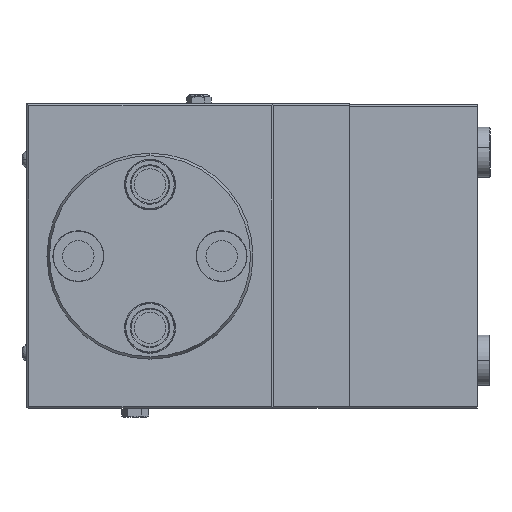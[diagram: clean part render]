
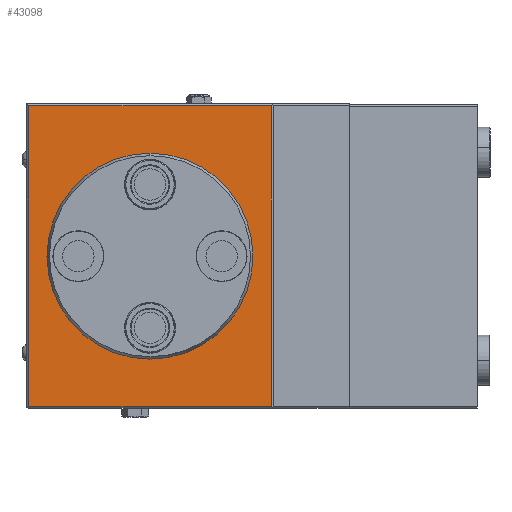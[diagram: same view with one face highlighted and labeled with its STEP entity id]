
A CAD part, left-side view. The second image highlights one B-rep face of the part: STEP entity #43098.
In plain terms, the highlighted face is planar.
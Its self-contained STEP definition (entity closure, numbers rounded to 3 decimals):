
#1 = VECTOR ( 'NONE', #23577, 1000. ) ;
#104 = VERTEX_POINT ( 'NONE', #38190 ) ;
#290 = VERTEX_POINT ( 'NONE', #39500 ) ;
#718 = VECTOR ( 'NONE', #5803, 1000. ) ;
#1255 = FACE_OUTER_BOUND ( 'NONE', #3443, .T. ) ;
#1745 = CARTESIAN_POINT ( 'NONE',  ( -84., 67.75, 30. ) ) ;
#2010 = EDGE_CURVE ( 'NONE', #104, #35721, #20036, .T. ) ;
#2552 = DIRECTION ( 'NONE',  ( 1., 0., 0. ) ) ;
#3041 = EDGE_CURVE ( 'NONE', #35721, #104, #16323, .T. ) ;
#3443 = EDGE_LOOP ( 'NONE', ( #30555, #12580, #48780, #6576 ) ) ;
#3927 = PLANE ( 'NONE',  #9317 ) ;
#4881 = CARTESIAN_POINT ( 'NONE',  ( 0., 67.75, 30. ) ) ;
#5513 = CARTESIAN_POINT ( 'NONE',  ( 57.5, 0.05, 30. ) ) ;
#5803 = DIRECTION ( 'NONE',  ( 1., 0., 0. ) ) ;
#6576 = ORIENTED_EDGE ( 'NONE', *, *, #36843, .T. ) ;
#8055 = CARTESIAN_POINT ( 'NONE',  ( 84., -67.75, 30. ) ) ;
#9317 = AXIS2_PLACEMENT_3D ( 'NONE', #25772, #42433, #15512 ) ;
#12127 = AXIS2_PLACEMENT_3D ( 'NONE', #29115, #21539, #2552 ) ;
#12580 = ORIENTED_EDGE ( 'NONE', *, *, #32769, .T. ) ;
#13522 = CARTESIAN_POINT ( 'NONE',  ( 0., 0.05, 30. ) ) ;
#13696 = DIRECTION ( 'NONE',  ( 0., 0., 1. ) ) ;
#14017 = DIRECTION ( 'NONE',  ( 1., 0., 0. ) ) ;
#14475 = LINE ( 'NONE', #25308, #718 ) ;
#15512 = DIRECTION ( 'NONE',  ( -1., 0., 0. ) ) ;
#16096 = EDGE_LOOP ( 'NONE', ( #23777, #42538 ) ) ;
#16323 = CIRCLE ( 'NONE', #18625, 57.5 ) ;
#17287 = DIRECTION ( 'NONE',  ( 0., -1., 0. ) ) ;
#18625 = AXIS2_PLACEMENT_3D ( 'NONE', #13522, #13696, #14017 ) ;
#18682 = LINE ( 'NONE', #4881, #31336 ) ;
#18988 = EDGE_CURVE ( 'NONE', #37205, #48771, #18682, .T. ) ;
#20036 = CIRCLE ( 'NONE', #12127, 57.5 ) ;
#20416 = LINE ( 'NONE', #38363, #1 ) ;
#21539 = DIRECTION ( 'NONE',  ( 0., 0., 1. ) ) ;
#22611 = EDGE_CURVE ( 'NONE', #290, #29024, #14475, .T. ) ;
#23577 = DIRECTION ( 'NONE',  ( 0., 1., 0. ) ) ;
#23777 = ORIENTED_EDGE ( 'NONE', *, *, #3041, .F. ) ;
#25308 = CARTESIAN_POINT ( 'NONE',  ( 0., -67.75, 30. ) ) ;
#25772 = CARTESIAN_POINT ( 'NONE',  ( 0., 0., 30. ) ) ;
#26944 = CARTESIAN_POINT ( 'NONE',  ( 84., 67.75, 30. ) ) ;
#28785 = LINE ( 'NONE', #36287, #32415 ) ;
#29024 = VERTEX_POINT ( 'NONE', #8055 ) ;
#29115 = CARTESIAN_POINT ( 'NONE',  ( 0., 0.05, 30. ) ) ;
#30555 = ORIENTED_EDGE ( 'NONE', *, *, #22611, .T. ) ;
#31336 = VECTOR ( 'NONE', #35652, 1000. ) ;
#32415 = VECTOR ( 'NONE', #17287, 1000. ) ;
#32769 = EDGE_CURVE ( 'NONE', #29024, #37205, #20416, .T. ) ;
#33146 = FACE_BOUND ( 'NONE', #16096, .T. ) ;
#35652 = DIRECTION ( 'NONE',  ( -1., 0., 0. ) ) ;
#35721 = VERTEX_POINT ( 'NONE', #5513 ) ;
#36287 = CARTESIAN_POINT ( 'NONE',  ( -84., 0., 30. ) ) ;
#36843 = EDGE_CURVE ( 'NONE', #48771, #290, #28785, .T. ) ;
#37205 = VERTEX_POINT ( 'NONE', #26944 ) ;
#38190 = CARTESIAN_POINT ( 'NONE',  ( -57.5, 0.05, 30. ) ) ;
#38363 = CARTESIAN_POINT ( 'NONE',  ( 84., 0., 30. ) ) ;
#39500 = CARTESIAN_POINT ( 'NONE',  ( -84., -67.75, 30. ) ) ;
#42433 = DIRECTION ( 'NONE',  ( 0., 0., -1. ) ) ;
#42538 = ORIENTED_EDGE ( 'NONE', *, *, #2010, .F. ) ;
#43098 = ADVANCED_FACE ( 'NONE', ( #1255, #33146 ), #3927, .F. ) ;
#48771 = VERTEX_POINT ( 'NONE', #1745 ) ;
#48780 = ORIENTED_EDGE ( 'NONE', *, *, #18988, .T. ) ;
